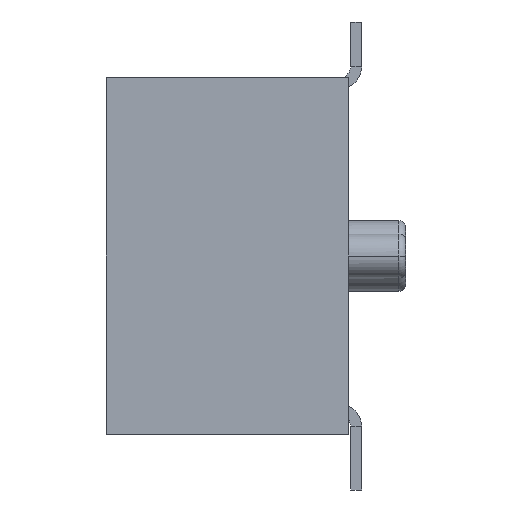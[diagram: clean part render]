
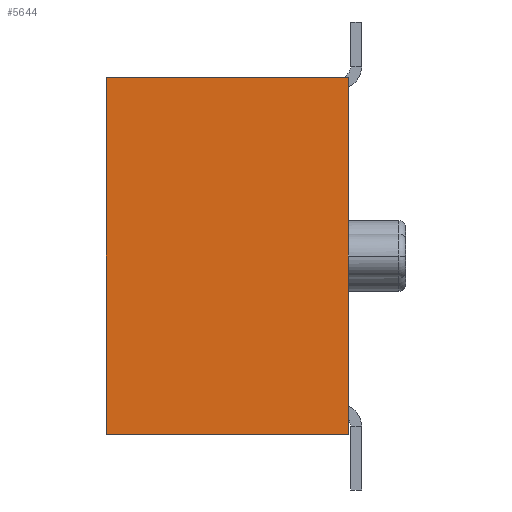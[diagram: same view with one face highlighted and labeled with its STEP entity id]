
A CAD part, left-side view. The second image highlights one B-rep face of the part: STEP entity #5644.
In plain terms, the highlighted planar face has unit normal (-1, 0, 0).
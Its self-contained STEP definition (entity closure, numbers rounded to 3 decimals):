
#713=DIRECTION('',(0.,1.,0.));
#714=VECTOR('',#713,5.5);
#715=CARTESIAN_POINT('',(-5.08,-2.75,8.1));
#716=LINE('',#715,#714);
#2225=DIRECTION('',(0.,1.,0.));
#2226=VECTOR('',#2225,5.5);
#2227=CARTESIAN_POINT('',(-5.08,-2.75,0.));
#2228=LINE('',#2227,#2226);
#2232=DIRECTION('',(0.,0.,-1.));
#2233=VECTOR('',#2232,8.1);
#2234=CARTESIAN_POINT('',(-5.08,-2.75,8.1));
#2235=LINE('',#2234,#2233);
#2239=DIRECTION('',(0.,0.,-1.));
#2240=VECTOR('',#2239,8.1);
#2241=CARTESIAN_POINT('',(-5.08,2.75,8.1));
#2242=LINE('',#2241,#2240);
#2697=CARTESIAN_POINT('',(-5.08,2.75,0.));
#2698=VERTEX_POINT('',#2697);
#2699=CARTESIAN_POINT('',(-5.08,-2.75,0.));
#2700=VERTEX_POINT('',#2699);
#2749=CARTESIAN_POINT('',(-5.08,2.75,8.1));
#2750=VERTEX_POINT('',#2749);
#2819=CARTESIAN_POINT('',(-5.08,-2.75,8.1));
#2820=VERTEX_POINT('',#2819);
#5632=CARTESIAN_POINT('',(-5.08,2.75,0.));
#5633=DIRECTION('',(-1.,0.,0.));
#5634=DIRECTION('',(0.,-1.,0.));
#5635=AXIS2_PLACEMENT_3D('',#5632,#5633,#5634);
#5636=PLANE('',#5635);
#5637=ORIENTED_EDGE('',*,*,#3190,.T.);
#5639=ORIENTED_EDGE('',*,*,#5638,.F.);
#5640=ORIENTED_EDGE('',*,*,#3728,.F.);
#5641=ORIENTED_EDGE('',*,*,#3360,.T.);
#5642=EDGE_LOOP('',(#5637,#5639,#5640,#5641));
#5643=FACE_OUTER_BOUND('',#5642,.F.);
#3190=EDGE_CURVE('',#2700,#2698,#2228,.T.);
#3360=EDGE_CURVE('',#2820,#2700,#2235,.T.);
#3728=EDGE_CURVE('',#2820,#2750,#716,.T.);
#5638=EDGE_CURVE('',#2750,#2698,#2242,.T.);
#5644=ADVANCED_FACE('',(#5643),#5636,.T.);
